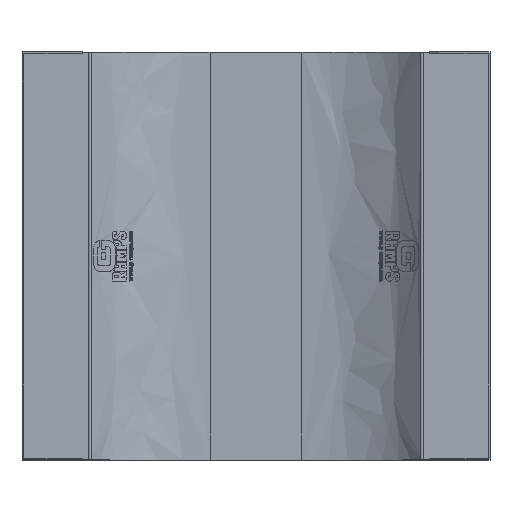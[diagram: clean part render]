
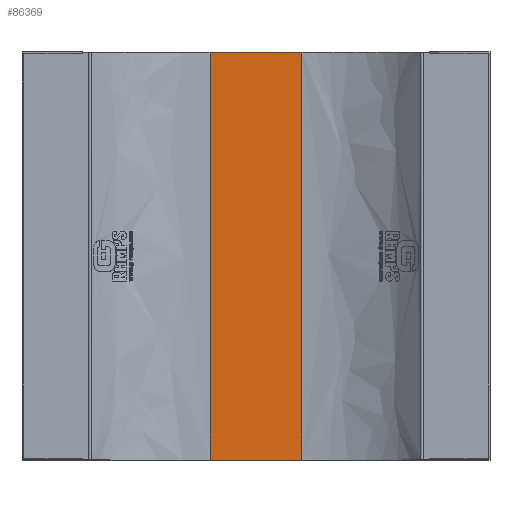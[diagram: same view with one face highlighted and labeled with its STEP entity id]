
A CAD part, top view. The second image highlights one B-rep face of the part: STEP entity #86369.
In plain terms, the highlighted planar face has unit normal (0, 0, 1).
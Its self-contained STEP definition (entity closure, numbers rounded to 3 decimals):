
#9571=PLANE('',#93737);
#13951=FACE_OUTER_BOUND('',#18843,.T.);
#18843=EDGE_LOOP('',(#80953,#80954,#80955,#80956));
#25061=LINE('',#138289,#33063);
#26837=LINE('',#149780,#34839);
#26842=LINE('',#149795,#34844);
#26848=LINE('',#149817,#34850);
#33063=VECTOR('',#105736,0.039);
#34839=VECTOR('',#115716,0.039);
#34844=VECTOR('',#115723,0.039);
#34850=VECTOR('',#115737,0.039);
#40263=VERTEX_POINT('',#138286);
#40264=VERTEX_POINT('',#138288);
#43260=VERTEX_POINT('',#149777);
#43261=VERTEX_POINT('',#149779);
#51389=EDGE_CURVE('',#40263,#40264,#25061,.T.);
#55878=EDGE_CURVE('',#43261,#43260,#26837,.T.);
#55884=EDGE_CURVE('',#40264,#43260,#26842,.T.);
#55890=EDGE_CURVE('',#43261,#40263,#26848,.T.);
#80953=ORIENTED_EDGE('',*,*,#55878,.T.);
#80954=ORIENTED_EDGE('',*,*,#55884,.F.);
#80955=ORIENTED_EDGE('',*,*,#51389,.F.);
#80956=ORIENTED_EDGE('',*,*,#55890,.F.);
#86369=ADVANCED_FACE('',(#13951),#9571,.T.);
#93737=AXIS2_PLACEMENT_3D('',#149826,#115740,#115741);
#105736=DIRECTION('',(-1.,0.,0.));
#115716=DIRECTION('',(-1.,0.,0.));
#115723=DIRECTION('',(0.,1.,0.));
#115737=DIRECTION('',(0.,-1.,0.));
#115740=DIRECTION('center_axis',(0.,0.,1.));
#115741=DIRECTION('ref_axis',(1.,0.,0.));
#138286=CARTESIAN_POINT('',(243.197,0.,3.937));
#138288=CARTESIAN_POINT('',(163.304,0.,3.937));
#138289=CARTESIAN_POINT('',(212.109,0.,3.937));
#149777=CARTESIAN_POINT('',(163.304,354.331,3.937));
#149779=CARTESIAN_POINT('',(243.197,354.331,3.937));
#149780=CARTESIAN_POINT('',(212.109,354.331,3.937));
#149795=CARTESIAN_POINT('',(163.304,132.874,3.937));
#149817=CARTESIAN_POINT('',(243.197,103.346,3.937));
#149826=CARTESIAN_POINT('Origin',(220.967,324.803,3.937));
